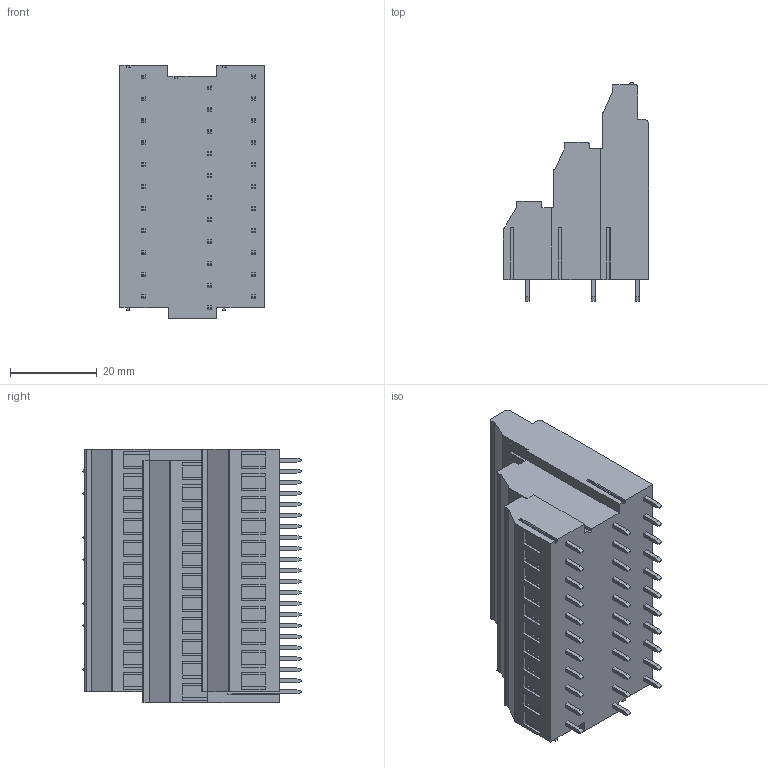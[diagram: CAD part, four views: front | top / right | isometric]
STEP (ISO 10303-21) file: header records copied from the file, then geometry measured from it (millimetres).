
FILE_DESCRIPTION((''),'2;1');
FILE_NAME('TL324VH3-XXP-XS','2025-01-09T17:11:11',('yanfa'),(''),'CREO PARAMETRIC BY PTC INC, 2018100','CREO PARAMETRIC BY PTC INC, 2018100','');
FILE_SCHEMA(('CONFIG_CONTROL_DESIGN','SHAPE_APPEARANCE_LAYERS_GROUPS'));
Length unit declared in the file: millimetre
Products named in the file (1): TL324VH3-XXP-XS
Bounding box: 33.4 x 50.3 x 58.42 mm (x, y, z)
Volume: 52378.2 mm3; surface area: 15031.3 mm2
Topology: 1 solids, 41 shells, 1395 faces, 3639 edges, 2396 vertices
Faces by surface type: plane 1157, cylinder 158, torus 66, sphere 14
Entity records: 42643 total; most frequent: CARTESIAN_POINT 8142, ORIENTED_EDGE 7250, DIRECTION 6825, EDGE_CURVE 3625, VECTOR 2951, LINE 2951, VERTEX_POINT 2396, AXIS2_PLACEMENT_3D 1937
